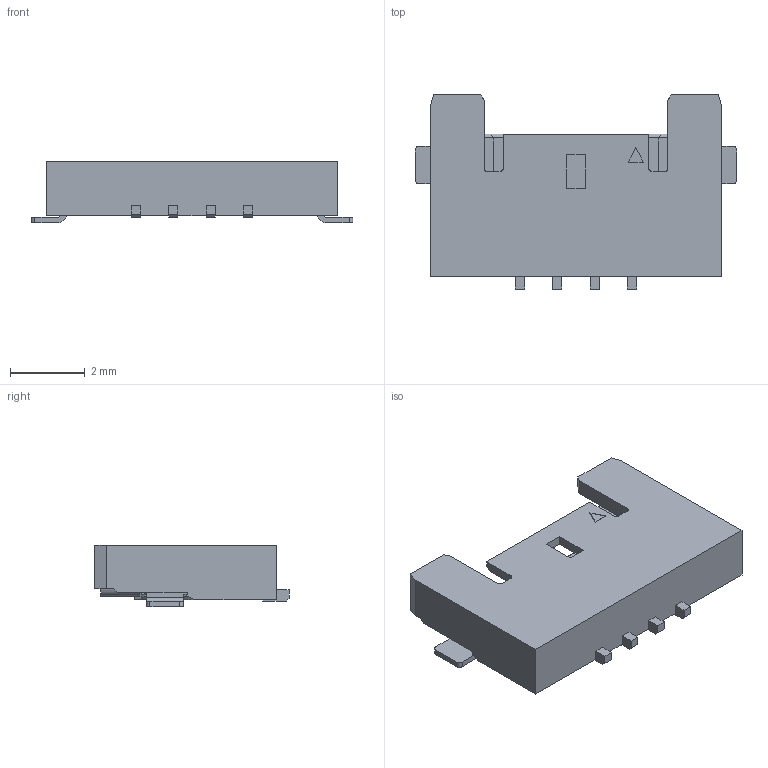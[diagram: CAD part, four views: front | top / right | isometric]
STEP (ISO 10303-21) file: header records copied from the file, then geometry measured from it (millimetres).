
FILE_DESCRIPTION((''),'2;1');
FILE_NAME('5037630491','2014-11-19T',('me'),(''),'PRO/ENGINEER BY PARAMETRIC TECHNOLOGY CORPORATION, 2011490','PRO/ENGINEER BY PARAMETRIC TECHNOLOGY CORPORATION, 2011490','');
FILE_SCHEMA(('CONFIG_CONTROL_DESIGN'));
Length unit declared in the file: millimetre
Products named in the file (1): 5037630491
Bounding box: 8.6 x 5.19 x 1.65 mm (x, y, z)
Volume: 31.3 mm3; surface area: 169.8 mm2
Topology: 1 solids, 1 shells, 250 faces, 717 edges, 474 vertices
Faces by surface type: plane 212, cylinder 36, cone 2
Entity records: 8048 total; most frequent: CARTESIAN_POINT 1418, ORIENTED_EDGE 1386, DIRECTION 1297, EDGE_CURVE 693, VECTOR 639, LINE 639, VERTEX_POINT 450, AXIS2_PLACEMENT_3D 329
